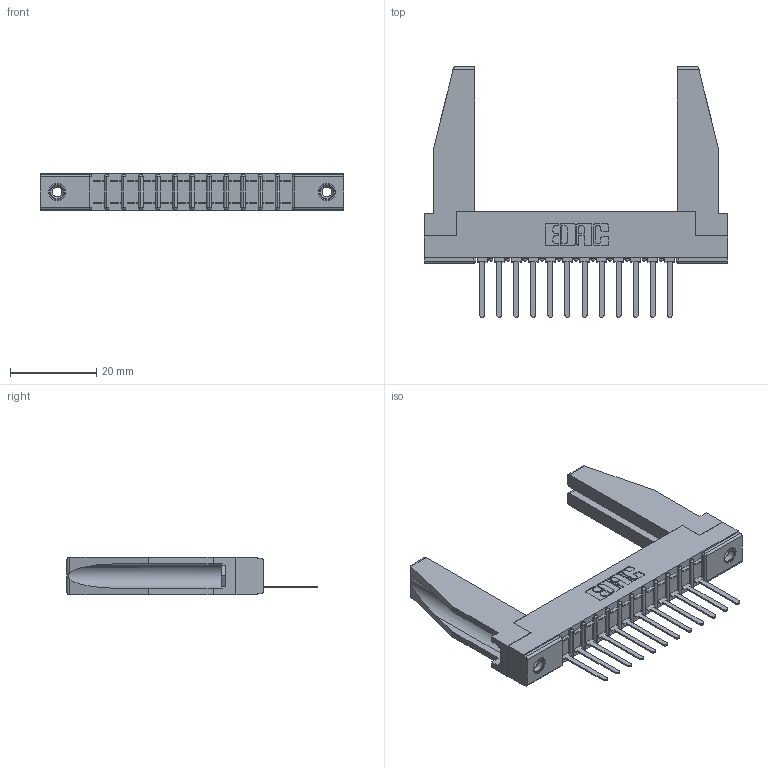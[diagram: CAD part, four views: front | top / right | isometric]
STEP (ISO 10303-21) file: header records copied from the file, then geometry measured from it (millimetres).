
FILE_DESCRIPTION (( 'STEP AP203' ), '1' );
FILE_NAME ('307-012-541-178.STEP', '2019-09-04T19:52:28', ( '' ), ( '' ), 'SwSTEP 2.0', 'SolidWorks 2016', '' );
FILE_SCHEMA (( 'CONFIG_CONTROL_DESIGN' ));
Length unit declared in the file: inch
Products named in the file (5): 307-220-078; 307-012-541-178; 307 Part_.156 Dia Mounting Holes; 307-290-002_541; 345-250-001_345-250-001-102
Assembly tree (17 placements, depth 2):
  307-012-541-178
    307 Part_.156 Dia Mounting Holes
    307-290-002_541  x12
    307-220-078  x2
    345-250-001_345-250-001-102  x2
Bounding box: 70.56 x 58.29 x 8.71 mm (x, y, z)
Volume: 8680.3 mm3; surface area: 11994 mm2
Topology: 17 solids, 17 shells, 1149 faces, 3437 edges, 2246 vertices
Faces by surface type: plane 694, cylinder 413, sphere 26, cone 12, torus 4
Entity records: 17143 total; most frequent: CARTESIAN_POINT 2886, ORIENTED_EDGE 2832, DIRECTION 2774, EDGE_CURVE 1416, VECTOR 1074, LINE 1074, VERTEX_POINT 920, AXIS2_PLACEMENT_3D 850
